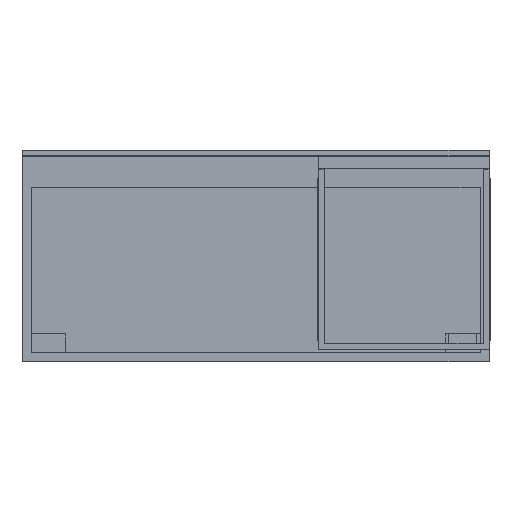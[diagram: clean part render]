
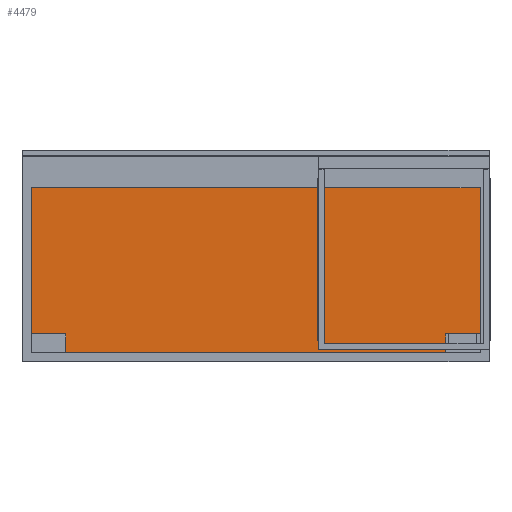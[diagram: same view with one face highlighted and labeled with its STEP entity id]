
A CAD part, front view. The second image highlights one B-rep face of the part: STEP entity #4479.
In plain terms, the highlighted planar face has unit normal (0, -1, 0).
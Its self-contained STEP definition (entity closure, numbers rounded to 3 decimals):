
#202 = VERTEX_POINT ( 'NONE', #4500 ) ;
#226 = ORIENTED_EDGE ( 'NONE', *, *, #12777, .T. ) ;
#828 = DIRECTION ( 'NONE',  ( 0., 1., 0. ) ) ;
#869 = ORIENTED_EDGE ( 'NONE', *, *, #9819, .T. ) ;
#885 = ORIENTED_EDGE ( 'NONE', *, *, #2882, .F. ) ;
#898 = PLANE ( 'NONE',  #1280 ) ;
#966 = CARTESIAN_POINT ( 'NONE',  ( -720., 0.8, -570. ) ) ;
#1013 = EDGE_LOOP ( 'NONE', ( #2594, #869, #1964, #2071, #226, #2966, #13333, #885 ) ) ;
#1280 = AXIS2_PLACEMENT_3D ( 'NONE', #8332, #828, #6278 ) ;
#1543 = LINE ( 'NONE', #5759, #4476 ) ;
#1572 = DIRECTION ( 'NONE',  ( 0., 0., -1. ) ) ;
#1667 = CARTESIAN_POINT ( 'NONE',  ( 610., 0.8, -630. ) ) ;
#1738 = DIRECTION ( 'NONE',  ( -1., 0., 0. ) ) ;
#1964 = ORIENTED_EDGE ( 'NONE', *, *, #3302, .F. ) ;
#1996 = CARTESIAN_POINT ( 'NONE',  ( -720., 0.8, -570. ) ) ;
#2071 = ORIENTED_EDGE ( 'NONE', *, *, #6981, .F. ) ;
#2224 = CARTESIAN_POINT ( 'NONE',  ( 720., 0.8, -630. ) ) ;
#2448 = VECTOR ( 'NONE', #7671, 1000. ) ;
#2569 = CARTESIAN_POINT ( 'NONE',  ( 720., 0.8, -570. ) ) ;
#2594 = ORIENTED_EDGE ( 'NONE', *, *, #6689, .F. ) ;
#2714 = CARTESIAN_POINT ( 'NONE',  ( -720., 0.8, -630. ) ) ;
#2882 = EDGE_CURVE ( 'NONE', #6233, #4477, #12494, .T. ) ;
#2966 = ORIENTED_EDGE ( 'NONE', *, *, #12829, .T. ) ;
#2970 = VECTOR ( 'NONE', #9366, 1000. ) ;
#3302 = EDGE_CURVE ( 'NONE', #9801, #6322, #6259, .T. ) ;
#3508 = VECTOR ( 'NONE', #5773, 1000. ) ;
#3698 = CARTESIAN_POINT ( 'NONE',  ( 720., 0.8, -570. ) ) ;
#4476 = VECTOR ( 'NONE', #1738, 1000. ) ;
#4477 = VERTEX_POINT ( 'NONE', #966 ) ;
#4479 = ADVANCED_FACE ( 'NONE', ( #9281 ), #898, .F. ) ;
#4500 = CARTESIAN_POINT ( 'NONE',  ( 720., 0.8, -101. ) ) ;
#4614 = LINE ( 'NONE', #2569, #3508 ) ;
#5176 = VECTOR ( 'NONE', #8378, 1000. ) ;
#5411 = LINE ( 'NONE', #6494, #6771 ) ;
#5502 = LINE ( 'NONE', #2224, #13171 ) ;
#5759 = CARTESIAN_POINT ( 'NONE',  ( -720., 0.8, -101. ) ) ;
#5773 = DIRECTION ( 'NONE',  ( -1., 0., 0. ) ) ;
#6233 = VERTEX_POINT ( 'NONE', #8628 ) ;
#6259 = LINE ( 'NONE', #11512, #5176 ) ;
#6278 = DIRECTION ( 'NONE',  ( 0., 0., 1. ) ) ;
#6322 = VERTEX_POINT ( 'NONE', #1667 ) ;
#6388 = DIRECTION ( 'NONE',  ( 0., 0., 1. ) ) ;
#6396 = VERTEX_POINT ( 'NONE', #3698 ) ;
#6401 = VECTOR ( 'NONE', #1572, 1000. ) ;
#6494 = CARTESIAN_POINT ( 'NONE',  ( -610., 0.8, -630. ) ) ;
#6689 = EDGE_CURVE ( 'NONE', #12300, #6233, #5411, .T. ) ;
#6771 = VECTOR ( 'NONE', #7652, 1000. ) ;
#6981 = EDGE_CURVE ( 'NONE', #6396, #9801, #4614, .T. ) ;
#7652 = DIRECTION ( 'NONE',  ( 0., 0., 1. ) ) ;
#7671 = DIRECTION ( 'NONE',  ( 1., 0., 0. ) ) ;
#8332 = CARTESIAN_POINT ( 'NONE',  ( 0., 0.8, 0. ) ) ;
#8378 = DIRECTION ( 'NONE',  ( 0., 0., -1. ) ) ;
#8628 = CARTESIAN_POINT ( 'NONE',  ( -610., 0.8, -570. ) ) ;
#8717 = CARTESIAN_POINT ( 'NONE',  ( -610., 0.8, -630. ) ) ;
#9281 = FACE_OUTER_BOUND ( 'NONE', #1013, .T. ) ;
#9366 = DIRECTION ( 'NONE',  ( -1., 0., 0. ) ) ;
#9801 = VERTEX_POINT ( 'NONE', #12849 ) ;
#9819 = EDGE_CURVE ( 'NONE', #12300, #6322, #11902, .T. ) ;
#10823 = EDGE_CURVE ( 'NONE', #13263, #4477, #13077, .T. ) ;
#10872 = CARTESIAN_POINT ( 'NONE',  ( -720., 0.8, -101. ) ) ;
#11512 = CARTESIAN_POINT ( 'NONE',  ( 610., 0.8, -630. ) ) ;
#11902 = LINE ( 'NONE', #12785, #2448 ) ;
#12300 = VERTEX_POINT ( 'NONE', #8717 ) ;
#12494 = LINE ( 'NONE', #1996, #2970 ) ;
#12777 = EDGE_CURVE ( 'NONE', #6396, #202, #5502, .T. ) ;
#12785 = CARTESIAN_POINT ( 'NONE',  ( -720., 0.8, -630. ) ) ;
#12829 = EDGE_CURVE ( 'NONE', #202, #13263, #1543, .T. ) ;
#12849 = CARTESIAN_POINT ( 'NONE',  ( 610., 0.8, -570. ) ) ;
#13077 = LINE ( 'NONE', #2714, #6401 ) ;
#13171 = VECTOR ( 'NONE', #6388, 1000. ) ;
#13263 = VERTEX_POINT ( 'NONE', #10872 ) ;
#13333 = ORIENTED_EDGE ( 'NONE', *, *, #10823, .T. ) ;
